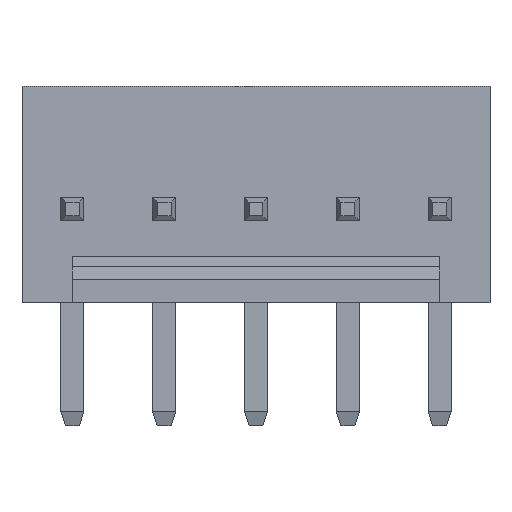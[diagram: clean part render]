
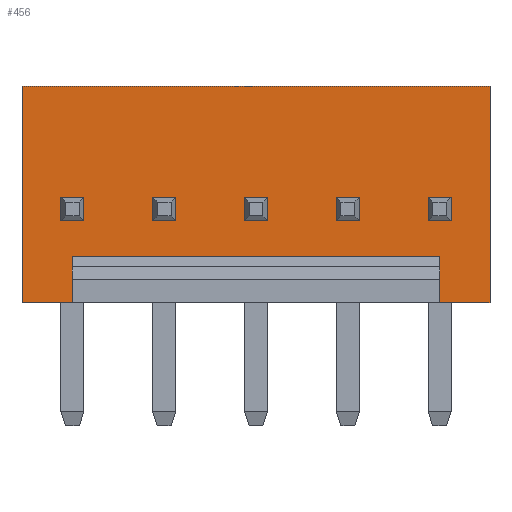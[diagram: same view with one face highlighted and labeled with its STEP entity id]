
A CAD part, front view. The second image highlights one B-rep face of the part: STEP entity #456.
In plain terms, the highlighted planar face has unit normal (0, -1, 0).
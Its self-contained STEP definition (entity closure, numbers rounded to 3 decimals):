
#456=ADVANCED_FACE('',(#893),#895,.T.);
#893=FACE_BOUND('',#894,.T.);
#894=EDGE_LOOP('',(#1248,#1249,#1250,#1251,#1252,#1253,#1254,#1255));
#895=PLANE('',#896);
#896=AXIS2_PLACEMENT_3D('',#897,#898,#899);
#897=CARTESIAN_POINT('',(11.555,-2.68,1.));
#898=DIRECTION('',(0.,-1.,0.));
#899=DIRECTION('',(0.,0.,1.));
#1248=ORIENTED_EDGE('',*,*,#1472,.T.);
#1249=ORIENTED_EDGE('',*,*,#1438,.T.);
#1250=ORIENTED_EDGE('',*,*,#1473,.F.);
#1251=ORIENTED_EDGE('',*,*,#1422,.F.);
#1252=ORIENTED_EDGE('',*,*,#1474,.F.);
#1253=ORIENTED_EDGE('',*,*,#1475,.F.);
#1254=ORIENTED_EDGE('',*,*,#1476,.T.);
#1255=ORIENTED_EDGE('',*,*,#1418,.F.);
#1418=EDGE_CURVE('',#1572,#1574,#1575,.F.);
#1422=EDGE_CURVE('',#1580,#1582,#1583,.F.);
#1438=EDGE_CURVE('',#1614,#1612,#1615,.T.);
#1472=EDGE_CURVE('',#1572,#1614,#1663,.T.);
#1473=EDGE_CURVE('',#1582,#1612,#1664,.T.);
#1474=EDGE_CURVE('',#1665,#1580,#1666,.T.);
#1475=EDGE_CURVE('',#1667,#1665,#1668,.T.);
#1476=EDGE_CURVE('',#1667,#1574,#1669,.T.);
#1572=VERTEX_POINT('',#1831);
#1574=VERTEX_POINT('',#1835);
#1575=LINE('',#1836,#1837);
#1580=VERTEX_POINT('',#1847);
#1582=VERTEX_POINT('',#1851);
#1583=LINE('',#1852,#1853);
#1612=VERTEX_POINT('',#1911);
#1614=VERTEX_POINT('',#1915);
#1615=LINE('',#1916,#1917);
#1663=LINE('',#2032,#2033);
#1664=LINE('',#2035,#2036);
#1665=VERTEX_POINT('',#2038);
#1666=LINE('',#2039,#2040);
#1667=VERTEX_POINT('',#2042);
#1668=LINE('',#2043,#2044);
#1669=LINE('',#2046,#2047);
#1831=CARTESIAN_POINT('',(11.555,-2.68,0.));
#1835=CARTESIAN_POINT('',(10.16,-2.68,0.));
#1836=CARTESIAN_POINT('',(10.16,-2.68,0.));
#1837=VECTOR('',#1838,1.);
#1838=DIRECTION('',(1.,0.,0.));
#1847=CARTESIAN_POINT('',(0.,-2.68,0.));
#1851=CARTESIAN_POINT('',(-1.395,-2.68,0.));
#1852=CARTESIAN_POINT('',(-1.395,-2.68,0.));
#1853=VECTOR('',#1854,1.);
#1854=DIRECTION('',(1.,0.,0.));
#1911=CARTESIAN_POINT('',(-1.395,-2.68,6.));
#1915=CARTESIAN_POINT('',(11.555,-2.68,6.));
#1916=CARTESIAN_POINT('',(11.555,-2.68,6.));
#1917=VECTOR('',#1918,1.);
#1918=DIRECTION('',(-1.,0.,0.));
#2032=CARTESIAN_POINT('',(11.555,-2.68,0.));
#2033=VECTOR('',#2034,1.);
#2034=DIRECTION('',(0.,0.,1.));
#2035=CARTESIAN_POINT('',(-1.395,-2.68,0.));
#2036=VECTOR('',#2037,1.);
#2037=DIRECTION('',(0.,0.,1.));
#2038=CARTESIAN_POINT('',(0.,-2.68,1.));
#2039=CARTESIAN_POINT('',(0.,-2.68,1.));
#2040=VECTOR('',#2041,1.);
#2041=DIRECTION('',(0.,0.,-1.));
#2042=CARTESIAN_POINT('',(10.16,-2.68,1.));
#2043=CARTESIAN_POINT('',(10.16,-2.68,1.));
#2044=VECTOR('',#2045,1.);
#2045=DIRECTION('',(-1.,0.,0.));
#2046=CARTESIAN_POINT('',(10.16,-2.68,1.));
#2047=VECTOR('',#2048,1.);
#2048=DIRECTION('',(0.,0.,-1.));
